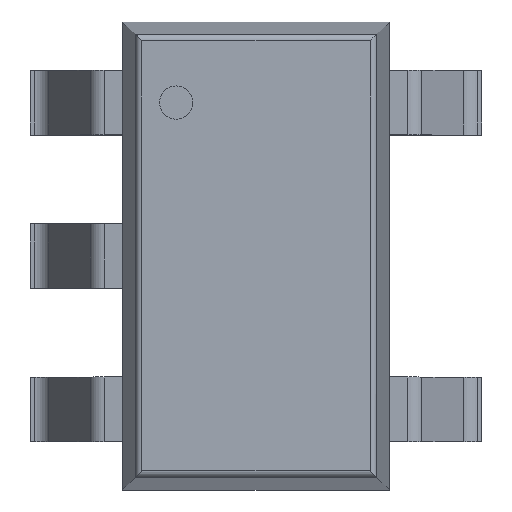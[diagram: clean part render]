
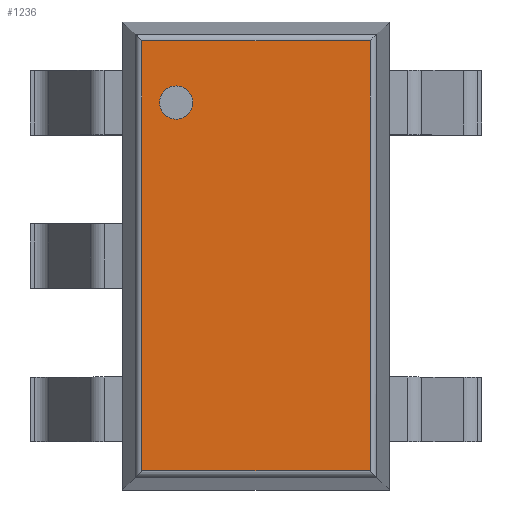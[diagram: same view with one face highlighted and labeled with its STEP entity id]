
A CAD part, top view. The second image highlights one B-rep face of the part: STEP entity #1236.
In plain terms, the highlighted planar face has unit normal (0, 0, 1).
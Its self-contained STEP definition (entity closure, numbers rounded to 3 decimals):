
#833 = CYLINDRICAL_SURFACE('',#834,0.041);
#834 = AXIS2_PLACEMENT_3D('',#835,#836,#837);
#835 = CARTESIAN_POINT('',(-0.707,-1.368,1.259));
#836 = DIRECTION('',(0.,1.,0.));
#837 = DIRECTION('',(-0.989,0.,0.148));
#975 = CYLINDRICAL_SURFACE('',#976,0.041);
#976 = AXIS2_PLACEMENT_3D('',#977,#978,#979);
#977 = CARTESIAN_POINT('',(-0.743,-1.332,1.259));
#978 = DIRECTION('',(1.,0.,0.));
#979 = DIRECTION('',(0.,-0.989,0.148));
#991 = VERTEX_POINT('',#992);
#992 = CARTESIAN_POINT('',(-0.707,-1.332,1.3));
#1026 = EDGE_CURVE('',#991,#1027,#1029,.T.);
#1027 = VERTEX_POINT('',#1028);
#1028 = CARTESIAN_POINT('',(-0.707,1.332,1.3));
#1029 = SURFACE_CURVE('',#1030,(#1034,#1041),.PCURVE_S1.);
#1030 = LINE('',#1031,#1032);
#1031 = CARTESIAN_POINT('',(-0.707,-1.368,1.3));
#1032 = VECTOR('',#1033,1.);
#1033 = DIRECTION('',(0.,1.,0.));
#1034 = PCURVE('',#833,#1035);
#1035 = DEFINITIONAL_REPRESENTATION('',(#1036),#1040);
#1036 = LINE('',#1037,#1038);
#1037 = CARTESIAN_POINT('',(1.422,0.));
#1038 = VECTOR('',#1039,1.);
#1039 = DIRECTION('',(0.,1.));
#1040 = ( GEOMETRIC_REPRESENTATION_CONTEXT(2) 
PARAMETRIC_REPRESENTATION_CONTEXT() REPRESENTATION_CONTEXT('2D SPACE',''
  ) );
#1041 = PCURVE('',#1042,#1047);
#1042 = PLANE('',#1043);
#1043 = AXIS2_PLACEMENT_3D('',#1044,#1045,#1046);
#1044 = CARTESIAN_POINT('',(-0.825,-1.45,1.3));
#1045 = DIRECTION('',(0.,0.,1.));
#1046 = DIRECTION('',(1.,0.,0.));
#1047 = DEFINITIONAL_REPRESENTATION('',(#1048),#1052);
#1048 = LINE('',#1049,#1050);
#1049 = CARTESIAN_POINT('',(0.118,0.083));
#1050 = VECTOR('',#1051,1.);
#1051 = DIRECTION('',(0.,1.));
#1052 = ( GEOMETRIC_REPRESENTATION_CONTEXT(2) 
PARAMETRIC_REPRESENTATION_CONTEXT() REPRESENTATION_CONTEXT('2D SPACE',''
  ) );
#1075 = CYLINDRICAL_SURFACE('',#1076,0.041);
#1076 = AXIS2_PLACEMENT_3D('',#1077,#1078,#1079);
#1077 = CARTESIAN_POINT('',(-0.743,1.332,1.259));
#1078 = DIRECTION('',(1.,0.,0.));
#1079 = DIRECTION('',(0.,0.,1.));
#1163 = CYLINDRICAL_SURFACE('',#1164,0.041);
#1164 = AXIS2_PLACEMENT_3D('',#1165,#1166,#1167);
#1165 = CARTESIAN_POINT('',(0.707,-1.368,1.259));
#1166 = DIRECTION('',(0.,1.,0.));
#1167 = DIRECTION('',(0.,0.,1.));
#1179 = EDGE_CURVE('',#991,#1180,#1182,.T.);
#1180 = VERTEX_POINT('',#1181);
#1181 = CARTESIAN_POINT('',(0.707,-1.332,1.3));
#1182 = SURFACE_CURVE('',#1183,(#1187,#1194),.PCURVE_S1.);
#1183 = LINE('',#1184,#1185);
#1184 = CARTESIAN_POINT('',(-0.743,-1.332,1.3));
#1185 = VECTOR('',#1186,1.);
#1186 = DIRECTION('',(1.,0.,0.));
#1187 = PCURVE('',#975,#1188);
#1188 = DEFINITIONAL_REPRESENTATION('',(#1189),#1193);
#1189 = LINE('',#1190,#1191);
#1190 = CARTESIAN_POINT('',(-1.422,0.));
#1191 = VECTOR('',#1192,1.);
#1192 = DIRECTION('',(-0.,1.));
#1193 = ( GEOMETRIC_REPRESENTATION_CONTEXT(2) 
PARAMETRIC_REPRESENTATION_CONTEXT() REPRESENTATION_CONTEXT('2D SPACE',''
  ) );
#1194 = PCURVE('',#1042,#1195);
#1195 = DEFINITIONAL_REPRESENTATION('',(#1196),#1200);
#1196 = LINE('',#1197,#1198);
#1197 = CARTESIAN_POINT('',(0.083,0.118));
#1198 = VECTOR('',#1199,1.);
#1199 = DIRECTION('',(1.,0.));
#1200 = ( GEOMETRIC_REPRESENTATION_CONTEXT(2) 
PARAMETRIC_REPRESENTATION_CONTEXT() REPRESENTATION_CONTEXT('2D SPACE',''
  ) );
#1236 = ADVANCED_FACE('',(#1237,#1285),#1042,.T.);
#1237 = FACE_BOUND('',#1238,.T.);
#1238 = EDGE_LOOP('',(#1239,#1240,#1241,#1264));
#1239 = ORIENTED_EDGE('',*,*,#1026,.F.);
#1240 = ORIENTED_EDGE('',*,*,#1179,.T.);
#1241 = ORIENTED_EDGE('',*,*,#1242,.T.);
#1242 = EDGE_CURVE('',#1180,#1243,#1245,.T.);
#1243 = VERTEX_POINT('',#1244);
#1244 = CARTESIAN_POINT('',(0.707,1.332,1.3));
#1245 = SURFACE_CURVE('',#1246,(#1250,#1257),.PCURVE_S1.);
#1246 = LINE('',#1247,#1248);
#1247 = CARTESIAN_POINT('',(0.707,-1.368,1.3));
#1248 = VECTOR('',#1249,1.);
#1249 = DIRECTION('',(0.,1.,0.));
#1250 = PCURVE('',#1042,#1251);
#1251 = DEFINITIONAL_REPRESENTATION('',(#1252),#1256);
#1252 = LINE('',#1253,#1254);
#1253 = CARTESIAN_POINT('',(1.532,0.083));
#1254 = VECTOR('',#1255,1.);
#1255 = DIRECTION('',(0.,1.));
#1256 = ( GEOMETRIC_REPRESENTATION_CONTEXT(2) 
PARAMETRIC_REPRESENTATION_CONTEXT() REPRESENTATION_CONTEXT('2D SPACE',''
  ) );
#1257 = PCURVE('',#1163,#1258);
#1258 = DEFINITIONAL_REPRESENTATION('',(#1259),#1263);
#1259 = LINE('',#1260,#1261);
#1260 = CARTESIAN_POINT('',(0.,0.));
#1261 = VECTOR('',#1262,1.);
#1262 = DIRECTION('',(0.,1.));
#1263 = ( GEOMETRIC_REPRESENTATION_CONTEXT(2) 
PARAMETRIC_REPRESENTATION_CONTEXT() REPRESENTATION_CONTEXT('2D SPACE',''
  ) );
#1264 = ORIENTED_EDGE('',*,*,#1265,.F.);
#1265 = EDGE_CURVE('',#1027,#1243,#1266,.T.);
#1266 = SURFACE_CURVE('',#1267,(#1271,#1278),.PCURVE_S1.);
#1267 = LINE('',#1268,#1269);
#1268 = CARTESIAN_POINT('',(-0.743,1.332,1.3));
#1269 = VECTOR('',#1270,1.);
#1270 = DIRECTION('',(1.,0.,0.));
#1271 = PCURVE('',#1042,#1272);
#1272 = DEFINITIONAL_REPRESENTATION('',(#1273),#1277);
#1273 = LINE('',#1274,#1275);
#1274 = CARTESIAN_POINT('',(0.083,2.782));
#1275 = VECTOR('',#1276,1.);
#1276 = DIRECTION('',(1.,0.));
#1277 = ( GEOMETRIC_REPRESENTATION_CONTEXT(2) 
PARAMETRIC_REPRESENTATION_CONTEXT() REPRESENTATION_CONTEXT('2D SPACE',''
  ) );
#1278 = PCURVE('',#1075,#1279);
#1279 = DEFINITIONAL_REPRESENTATION('',(#1280),#1284);
#1280 = LINE('',#1281,#1282);
#1281 = CARTESIAN_POINT('',(-0.,0.));
#1282 = VECTOR('',#1283,1.);
#1283 = DIRECTION('',(-0.,1.));
#1284 = ( GEOMETRIC_REPRESENTATION_CONTEXT(2) 
PARAMETRIC_REPRESENTATION_CONTEXT() REPRESENTATION_CONTEXT('2D SPACE',''
  ) );
#1285 = FACE_BOUND('',#1286,.T.);
#1286 = EDGE_LOOP('',(#1287));
#1287 = ORIENTED_EDGE('',*,*,#1288,.F.);
#1288 = EDGE_CURVE('',#1289,#1289,#1291,.T.);
#1289 = VERTEX_POINT('',#1290);
#1290 = CARTESIAN_POINT('',(-0.392,0.95,1.3));
#1291 = SURFACE_CURVE('',#1292,(#1297,#1304),.PCURVE_S1.);
#1292 = CIRCLE('',#1293,0.103);
#1293 = AXIS2_PLACEMENT_3D('',#1294,#1295,#1296);
#1294 = CARTESIAN_POINT('',(-0.495,0.95,1.3));
#1295 = DIRECTION('',(0.,0.,1.));
#1296 = DIRECTION('',(1.,0.,0.));
#1297 = PCURVE('',#1042,#1298);
#1298 = DEFINITIONAL_REPRESENTATION('',(#1299),#1303);
#1299 = CIRCLE('',#1300,0.103);
#1300 = AXIS2_PLACEMENT_2D('',#1301,#1302);
#1301 = CARTESIAN_POINT('',(0.33,2.4));
#1302 = DIRECTION('',(1.,0.));
#1303 = ( GEOMETRIC_REPRESENTATION_CONTEXT(2) 
PARAMETRIC_REPRESENTATION_CONTEXT() REPRESENTATION_CONTEXT('2D SPACE',''
  ) );
#1304 = PCURVE('',#1305,#1310);
#1305 = CYLINDRICAL_SURFACE('',#1306,0.103);
#1306 = AXIS2_PLACEMENT_3D('',#1307,#1308,#1309);
#1307 = CARTESIAN_POINT('',(-0.495,0.95,1.17));
#1308 = DIRECTION('',(0.,0.,1.));
#1309 = DIRECTION('',(1.,0.,0.));
#1310 = DEFINITIONAL_REPRESENTATION('',(#1311),#1315);
#1311 = LINE('',#1312,#1313);
#1312 = CARTESIAN_POINT('',(0.,0.13));
#1313 = VECTOR('',#1314,1.);
#1314 = DIRECTION('',(1.,0.));
#1315 = ( GEOMETRIC_REPRESENTATION_CONTEXT(2) 
PARAMETRIC_REPRESENTATION_CONTEXT() REPRESENTATION_CONTEXT('2D SPACE',''
  ) );
